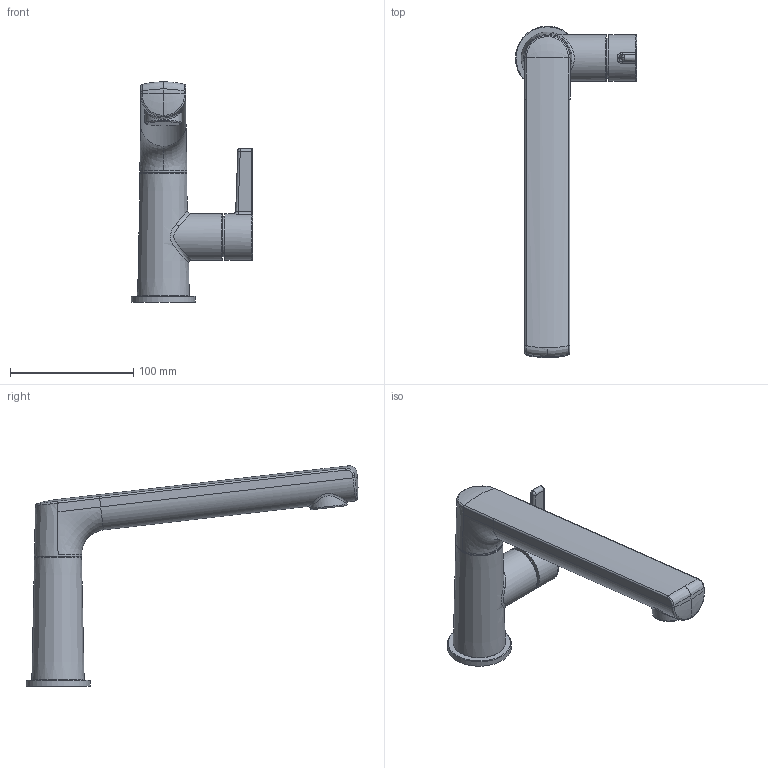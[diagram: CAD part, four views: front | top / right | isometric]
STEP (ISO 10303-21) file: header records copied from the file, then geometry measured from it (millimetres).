
FILE_DESCRIPTION(/* description */ (''),/* implementation_level */ '2;1');
FILE_NAME(/* name */ '3D_926600_Sorano.step',/* time_stamp */ '2022-12-13T13:40:46+01:00',/* author */ (''),/* organization */ (''),/* preprocessor_version */ 'ST-DEVELOPER v19.2',/* originating_system */ 'Autodesk Translation Framework v11.17.0.187',/* authorisation */ '');
FILE_SCHEMA (('AUTOMOTIVE_DESIGN { 1 0 10303 214 3 1 1 }'));
Length unit declared in the file: millimetre
Products named in the file (6): (Nicht gespeichert); ASM0001_ASM; KAE-ES_S02_KONZEPT_05-BODENSCHE; KAE-ES_S02_KONZEPT_05-K_RPER; KAE-ES_S02_KONZEPT_05-AUSLAUF_B; KAE-ES_S02_KONZEPT_05_HEBEL_2__
Assembly tree (5 placements, depth 3):
  (Nicht gespeichert)
    ASM0001_ASM
      KAE-ES_S02_KONZEPT_05-BODENSCHE
      KAE-ES_S02_KONZEPT_05-K_RPER
      KAE-ES_S02_KONZEPT_05-AUSLAUF_B
      KAE-ES_S02_KONZEPT_05_HEBEL_2__
Bounding box: 98.5 x 269.72 x 179.04 mm (x, y, z)
Volume: 464458.8 mm3; surface area: 68665.2 mm2
Topology: 4 solids, 4 shells, 86 faces, 176 edges, 106 vertices
Faces by surface type: bspline 27, cylinder 25, plane 22, torus 10, cone 2
Full cylindrical faces by diameter (mm): 29.65 x2, 30 x3, 32.5 x1, 32.9 x1, 38 x2, 52 x1
Entity records: 10537 total; most frequent: CARTESIAN_POINT 8695, ORIENTED_EDGE 352, DIRECTION 337, EDGE_CURVE 176, AXIS2_PLACEMENT_3D 144, VERTEX_POINT 106, EDGE_LOOP 94, FACE_OUTER_BOUND 86
